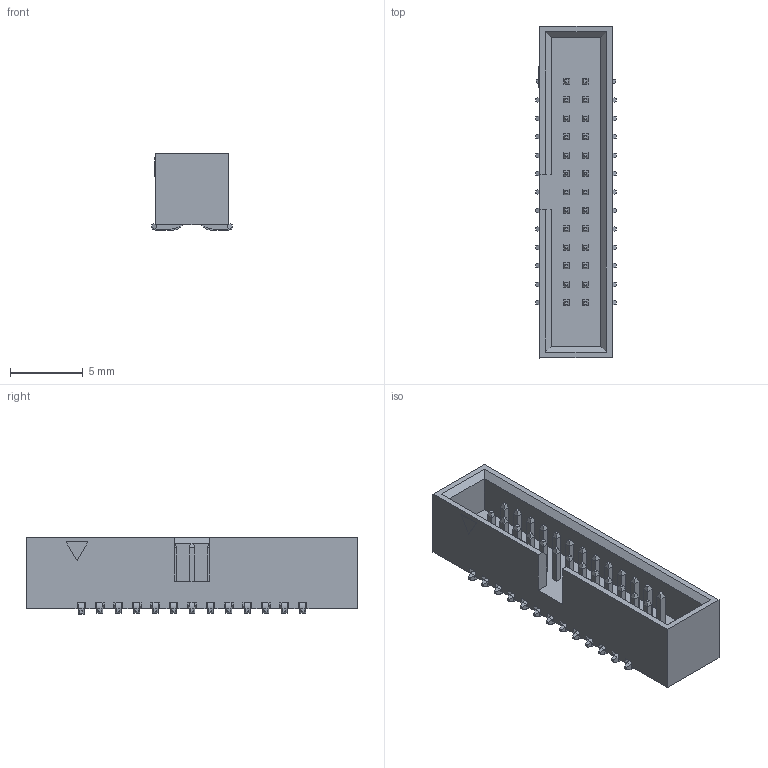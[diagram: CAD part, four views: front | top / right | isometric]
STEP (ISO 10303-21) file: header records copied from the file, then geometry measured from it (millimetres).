
FILE_DESCRIPTION(/* description */ ('Unknown'),/* implementation_level */ '2;1');
FILE_NAME(/* name */ 'J_Wurth_WR-BHD_62702620621',/* time_stamp */ '2025-05-20T14:32:59+08:00',/* author */ ('Unknown'),/* organization */ ('Unknown'),/* preprocessor_version */ 'ST-DEVELOPER v19.4',/* originating_system */ 'Solid Edge',/* authorisation */ 'Unknown');
FILE_SCHEMA (('AUTOMOTIVE_DESIGN {1 0 10303 214 3 1 1}'));
Length unit declared in the file: millimetre
Products named in the file (2): J_Wurth_WR-BHD_62702620621
Assembly tree (1 placements, depth 2):
  J_Wurth_WR-BHD_62702620621
    J_Wurth_WR-BHD_62702620621
Bounding box: 5.55 x 22.86 x 5.3 mm (x, y, z)
Volume: 338.7 mm3; surface area: 903.8 mm2
Topology: 1 solids, 1 shells, 799 faces, 2138 edges, 1320 vertices
Faces by surface type: plane 747, cylinder 52
Entity records: 29848 total; most frequent: ORIENTED_EDGE 4276, CARTESIAN_POINT 4259, DIRECTION 3892, EDGE_CURVE 2138, LINE 1986, VECTOR 1986, VERTEX_POINT 1320, AXIS2_PLACEMENT_3D 953
